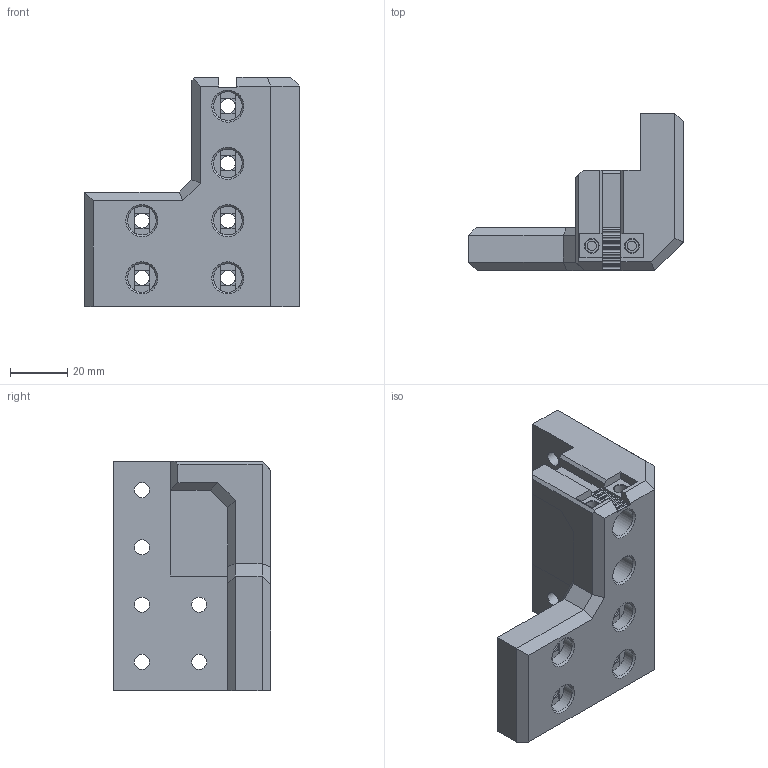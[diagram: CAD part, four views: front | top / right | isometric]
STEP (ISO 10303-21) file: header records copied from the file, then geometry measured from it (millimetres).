
FILE_DESCRIPTION(/* description */ (''),/* implementation_level */ '2;1');
FILE_NAME(/* name */ '[MOD] 20mm extended front-R.step',/* time_stamp */ '2025-06-29T16:21:40+02:00',/* author */ (''),/* organization */ (''),/* preprocessor_version */ 'ST-DEVELOPER v20.1',/* originating_system */ 'Autodesk Translation Framework v14.10.0.0',/* authorisation */ '');
FILE_SCHEMA (('AUTOMOTIVE_DESIGN { 1 0 10303 214 3 1 1 }'));
Length unit declared in the file: millimetre
Products named in the file (1): bracket (7) (1)
Bounding box: 75 x 55 x 80 mm (x, y, z)
Volume: 114923.9 mm3; surface area: 25764.6 mm2
Topology: 1 solids, 1 shells, 232 faces, 607 edges, 387 vertices
Faces by surface type: plane 152, cylinder 66, cone 12, torus 2
Full cylindrical faces by diameter (mm): 3.2 x2, 4.7 x2, 5.2 x6, 5.3 x6, 10 x12
Entity records: 7185 total; most frequent: DIRECTION 1263, CARTESIAN_POINT 1227, ORIENTED_EDGE 1214, EDGE_CURVE 607, AXIS2_PLACEMENT_3D 423, LINE 417, VECTOR 417, VERTEX_POINT 387
